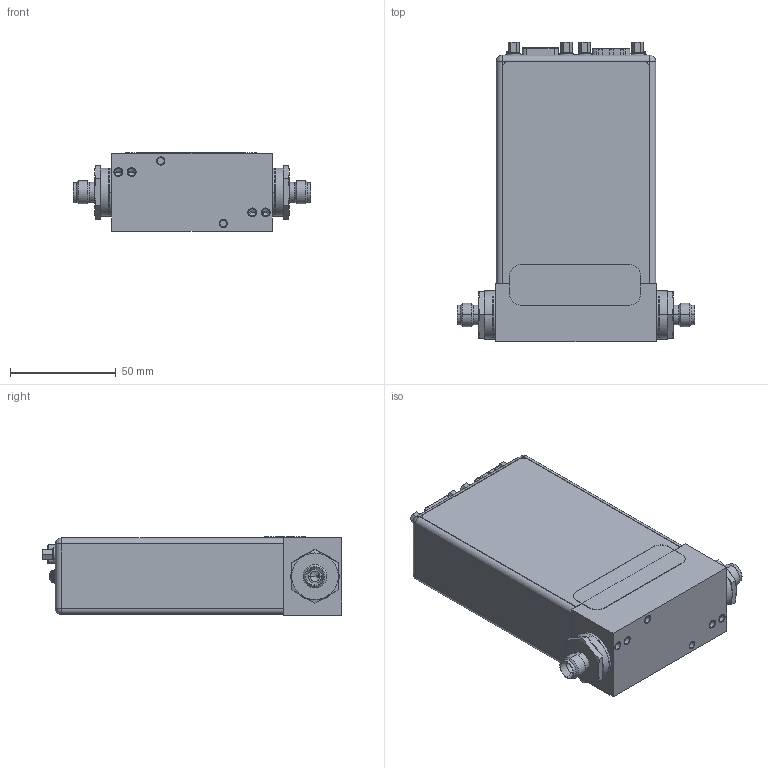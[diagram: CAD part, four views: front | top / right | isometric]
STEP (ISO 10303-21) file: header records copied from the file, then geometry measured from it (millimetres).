
FILE_DESCRIPTION((''),'2;1');
FILE_NAME('ASM0001_ASM','2016-08-31T',('cockrofm'),(''),'PRO/ENGINEER BY PARAMETRIC TECHNOLOGY CORPORATION, 2016100','PRO/ENGINEER BY PARAMETRIC TECHNOLOGY CORPORATION, 2016100','');
FILE_SCHEMA(('CONFIG_CONTROL_DESIGN'));
Length unit declared in the file: inch
Products named in the file (25): PRT0001; PRT0002; PRT0003; PRT0004; PRT0005; PRT0006; PRT0007; PRT0008; PRT0009; PRT0010; PRT0011; ASM0005_ASM; ASM0004_ASM; PRT0012; PRT0013; ASM0003_ASM; PRT0014; PRT0015; PRT0016; PRT0017; PRT0018; PRT0019; ASM0002_ASM; 1064140_FITTING_1-4_TUBE; ASM0001_ASM
Assembly tree (41 placements, depth 6):
  ASM0001_ASM
    ASM0002_ASM
      PRT0001
      PRT0002
      PRT0003
      PRT0004
      PRT0005  x2
      PRT0006
      ASM0003_ASM
        PRT0007
        ASM0004_ASM
          ASM0005_ASM
            PRT0008  x10
            PRT0009
            PRT0010
            PRT0011
        PRT0012
        PRT0013
      PRT0014
      PRT0015  x4
      PRT0016  x4
      PRT0017
      PRT0018
      PRT0019
    1064140_FITTING_1-4_TUBE  x2
Bounding box: 112.78 x 141.96 x 37.08 mm (x, y, z)
Volume: 105533.4 mm3; surface area: 119723.6 mm2
Topology: 35 solids, 52 shells, 2216 faces, 5680 edges, 3653 vertices
Faces by surface type: plane 1290, cylinder 656, extrusion 94, cone 88, torus 64, sphere 14, bspline 10
Entity records: 50943 total; most frequent: CARTESIAN_POINT 11269, DIRECTION 8208, ORIENTED_EDGE 7954, EDGE_CURVE 4005, VECTOR 2756, AXIS2_PLACEMENT_3D 2726, LINE 2682, VERTEX_POINT 2594
